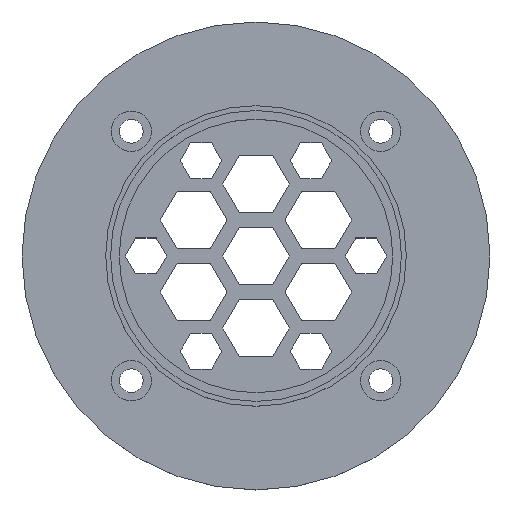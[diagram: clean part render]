
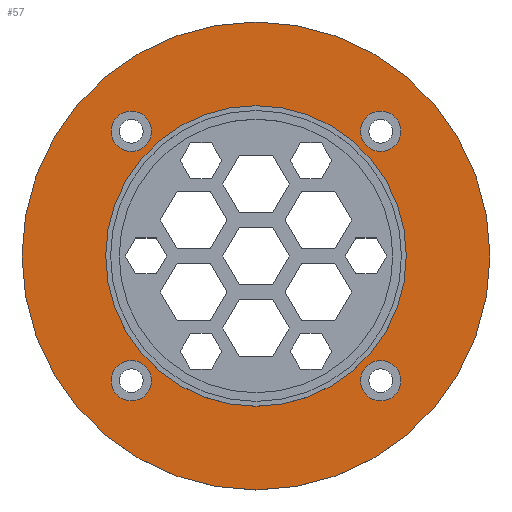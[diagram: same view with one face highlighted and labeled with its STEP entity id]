
A CAD part, top view. The second image highlights one B-rep face of the part: STEP entity #57.
In plain terms, the highlighted planar face has unit normal (0, 0, 1).
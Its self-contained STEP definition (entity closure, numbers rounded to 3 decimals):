
#57=ADVANCED_FACE('',(#1016,#1018,#1020,#1022,#1024,#1026),#1028,.T.);
#1016=FACE_BOUND('',#1017,.T.);
#1017=EDGE_LOOP('',(#1893));
#1018=FACE_BOUND('',#1019,.T.);
#1019=EDGE_LOOP('',(#1894));
#1020=FACE_BOUND('',#1021,.T.);
#1021=EDGE_LOOP('',(#1895));
#1022=FACE_BOUND('',#1023,.T.);
#1023=EDGE_LOOP('',(#1896));
#1024=FACE_BOUND('',#1025,.T.);
#1025=EDGE_LOOP('',(#1897));
#1026=FACE_BOUND('',#1027,.T.);
#1027=EDGE_LOOP('',(#1898));
#1028=PLANE('',#1029);
#1029=AXIS2_PLACEMENT_3D('',#1030,#1031,#1032);
#1030=CARTESIAN_POINT('',(0.,0.,2.));
#1031=DIRECTION('',(0.,0.,1.));
#1032=DIRECTION('',(-1.,0.,0.));
#1893=ORIENTED_EDGE('',*,*,#2417,.T.);
#1894=ORIENTED_EDGE('',*,*,#2418,.F.);
#1895=ORIENTED_EDGE('',*,*,#2419,.F.);
#1896=ORIENTED_EDGE('',*,*,#2420,.F.);
#1897=ORIENTED_EDGE('',*,*,#2421,.F.);
#1898=ORIENTED_EDGE('',*,*,#2422,.F.);
#2417=EDGE_CURVE('',#2762,#2762,#2763,.T.);
#2418=EDGE_CURVE('',#2764,#2764,#2765,.T.);
#2419=EDGE_CURVE('',#2766,#2766,#2767,.T.);
#2420=EDGE_CURVE('',#2768,#2768,#2769,.T.);
#2421=EDGE_CURVE('',#2770,#2770,#2771,.T.);
#2422=EDGE_CURVE('',#2772,#2772,#2773,.T.);
#2762=VERTEX_POINT('',#3379);
#2763=CIRCLE('',#3380,32.5);
#2764=VERTEX_POINT('',#3384);
#2765=CIRCLE('',#3385,2.8);
#2766=VERTEX_POINT('',#3389);
#2767=CIRCLE('',#3390,2.8);
#2768=VERTEX_POINT('',#3394);
#2769=CIRCLE('',#3395,2.8);
#2770=VERTEX_POINT('',#3399);
#2771=CIRCLE('',#3400,2.8);
#2772=VERTEX_POINT('',#3404);
#2773=CIRCLE('',#3405,20.875);
#3379=CARTESIAN_POINT('',(-32.5,0.,2.));
#3380=AXIS2_PLACEMENT_3D('',#3381,#3382,#3383);
#3381=CARTESIAN_POINT('',(0.,0.,2.));
#3382=DIRECTION('',(0.,0.,1.));
#3383=DIRECTION('',(-1.,0.,0.));
#3384=CARTESIAN_POINT('',(14.524,17.324,2.));
#3385=AXIS2_PLACEMENT_3D('',#3386,#3387,#3388);
#3386=CARTESIAN_POINT('',(17.324,17.324,2.));
#3387=DIRECTION('',(0.,0.,1.));
#3388=DIRECTION('',(-1.,0.,0.));
#3389=CARTESIAN_POINT('',(14.524,-17.324,2.));
#3390=AXIS2_PLACEMENT_3D('',#3391,#3392,#3393);
#3391=CARTESIAN_POINT('',(17.324,-17.324,2.));
#3392=DIRECTION('',(0.,0.,1.));
#3393=DIRECTION('',(-1.,0.,0.));
#3394=CARTESIAN_POINT('',(-20.124,17.324,2.));
#3395=AXIS2_PLACEMENT_3D('',#3396,#3397,#3398);
#3396=CARTESIAN_POINT('',(-17.324,17.324,2.));
#3397=DIRECTION('',(0.,0.,1.));
#3398=DIRECTION('',(-1.,0.,0.));
#3399=CARTESIAN_POINT('',(-20.124,-17.324,2.));
#3400=AXIS2_PLACEMENT_3D('',#3401,#3402,#3403);
#3401=CARTESIAN_POINT('',(-17.324,-17.324,2.));
#3402=DIRECTION('',(0.,0.,1.));
#3403=DIRECTION('',(-1.,0.,0.));
#3404=CARTESIAN_POINT('',(-20.875,0.,2.));
#3405=AXIS2_PLACEMENT_3D('',#3406,#3407,#3408);
#3406=CARTESIAN_POINT('',(0.,0.,2.));
#3407=DIRECTION('',(0.,0.,1.));
#3408=DIRECTION('',(-1.,0.,0.));
